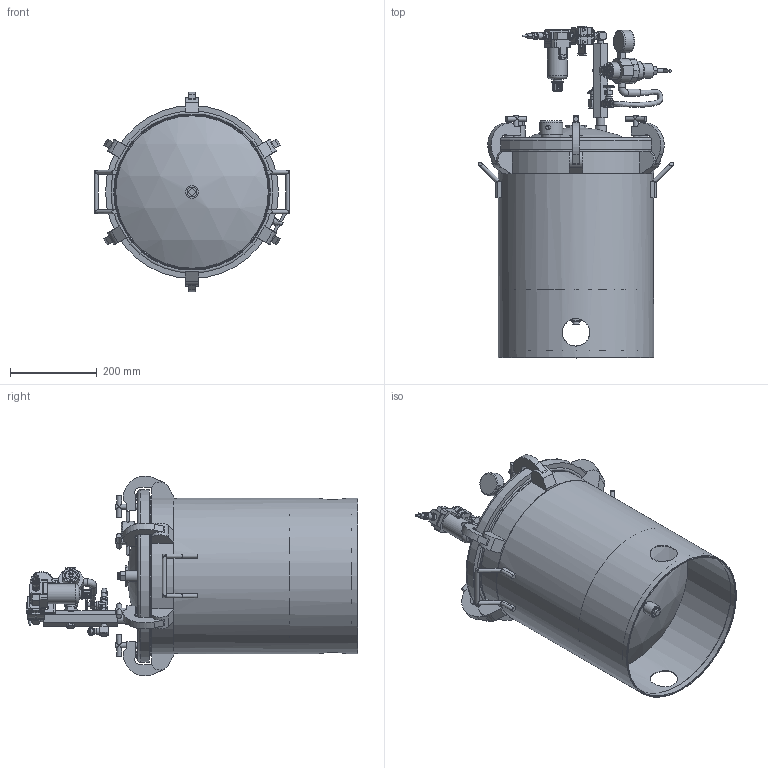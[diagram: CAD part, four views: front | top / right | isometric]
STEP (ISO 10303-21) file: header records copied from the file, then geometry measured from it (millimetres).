
FILE_DESCRIPTION (( 'STEP AP203' ), '1' );
FILE_NAME ('10 GAL.STEP', '2018-01-25T19:14:23', ( '' ), ( '' ), 'SwSTEP 2.0', 'SolidWorks 2017', '' );
FILE_SCHEMA (( 'CONFIG_CONTROL_DESIGN' ));
Length unit declared in the file: inch
Products named in the file (1): 10 GAL
Bounding box: 452.2 x 766.71 x 461.38 mm (x, y, z)
Surface area: 1293536 mm2 (no closed solid volume)
Topology: 0 solids, 1 shells, 1207 faces, 3078 edges, 1967 vertices
Faces by surface type: plane 698, cylinder 279, cone 156, bspline 50, torus 23, sphere 1
Full cylindrical faces by diameter (mm): 2.032 x1, 3.3 x4, 3.683 x1, 4 x4, 4.191 x1, 4.775 x1, 5 x1, 6.35 x2, 6.604 x1, 6.95 x1, 7 x1, 7.62 x1, 8.001 x2, 8.382 x1, 8.8 x1, 8.917 x1, 9.271 x4, 9.525 x14, 10.211 x2, 10.732 x1, 10.9 x1, 11.176 x1, 11.43 x24, 11.921 x1, 12.359 x1, 12.7 x8, 12.954 x2, 13.627 x1, 13.716 x1, 13.97 x1
Entity records: 44792 total; most frequent: CARTESIAN_POINT 17529, ORIENTED_EDGE 5584, DIRECTION 5363, EDGE_CURVE 2792, AXIS2_PLACEMENT_3D 1939, VERTEX_POINT 1870, EDGE_LOOP 1522, LINE 1485
